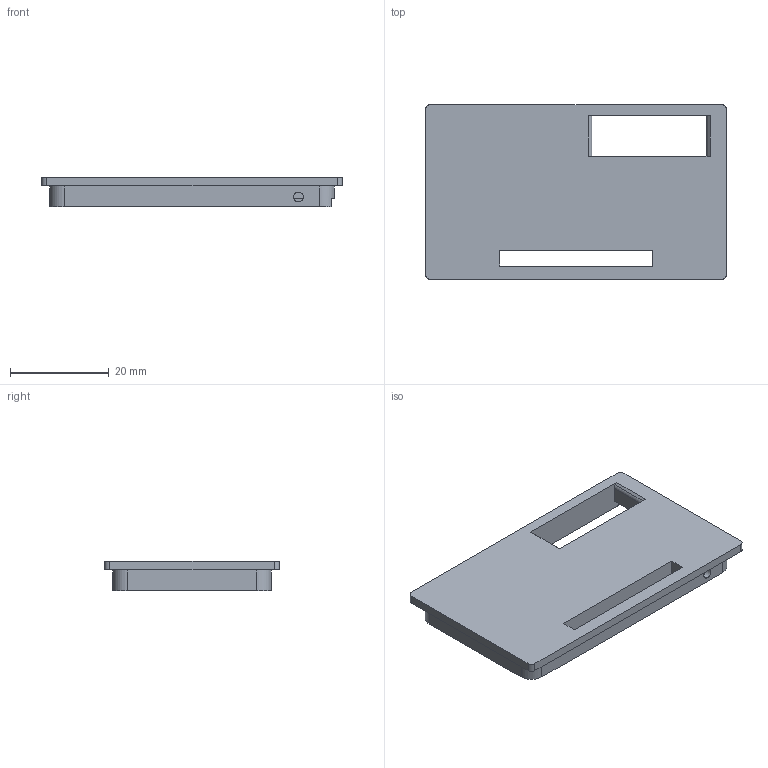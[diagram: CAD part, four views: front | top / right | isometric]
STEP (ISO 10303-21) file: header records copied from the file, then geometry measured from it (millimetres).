
FILE_DESCRIPTION(/* description */ (''),/* implementation_level */ '2;1');
FILE_NAME(/* name */ 'RXLID8.step',/* time_stamp */ '2025-05-16T10:31:41+01:00',/* author */ (''),/* organization */ (''),/* preprocessor_version */ 'ST-DEVELOPER v20.1',/* originating_system */ 'Autodesk Translation Framework v14.4.0.0',/* authorisation */ '');
FILE_SCHEMA (('AUTOMOTIVE_DESIGN { 1 0 10303 214 3 1 1 }'));
Length unit declared in the file: millimetre
Products named in the file (1): OpenSandwichA
Bounding box: 60.9 x 35.4 x 5.95 mm (x, y, z)
Volume: 4661 mm3; surface area: 5945.3 mm2
Topology: 1 solids, 1 shells, 70 faces, 201 edges, 133 vertices
Faces by surface type: plane 46, cylinder 18, bspline 6
Full cylindrical faces by diameter (mm): 2 x2
Entity records: 2552 total; most frequent: CARTESIAN_POINT 663, ORIENTED_EDGE 402, DIRECTION 359, EDGE_CURVE 201, LINE 147, VECTOR 147, VERTEX_POINT 133, AXIS2_PLACEMENT_3D 106
